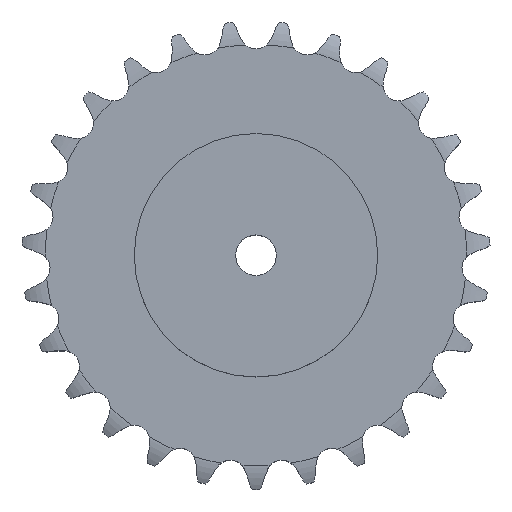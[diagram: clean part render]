
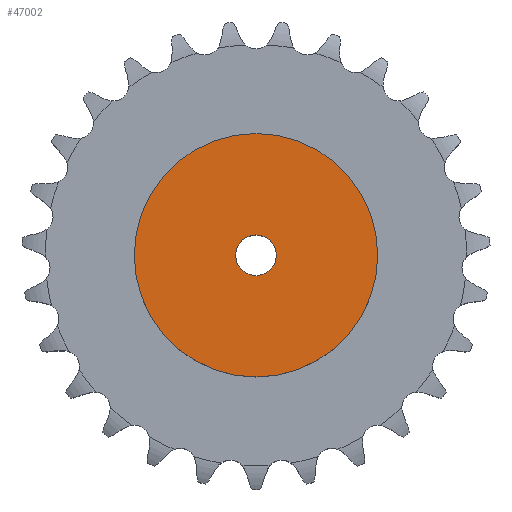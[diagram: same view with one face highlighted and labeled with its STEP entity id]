
A CAD part, top view. The second image highlights one B-rep face of the part: STEP entity #47002.
In plain terms, the highlighted planar face has unit normal (0, 0, 1).
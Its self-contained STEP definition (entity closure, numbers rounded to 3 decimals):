
#25128 = CYLINDRICAL_SURFACE('',#25129,12.5);
#25129 = AXIS2_PLACEMENT_3D('',#25130,#25131,#25132);
#25130 = CARTESIAN_POINT('',(0.,0.,443.787));
#25131 = DIRECTION('',(0.,0.,1.));
#25132 = DIRECTION('',(1.,0.,0.));
#32137 = EDGE_CURVE('',#32138,#32138,#32140,.T.);
#32138 = VERTEX_POINT('',#32139);
#32139 = CARTESIAN_POINT('',(12.5,0.,80.));
#32140 = SURFACE_CURVE('',#32141,(#32146,#32153),.PCURVE_S1.);
#32141 = CIRCLE('',#32142,12.5);
#32142 = AXIS2_PLACEMENT_3D('',#32143,#32144,#32145);
#32143 = CARTESIAN_POINT('',(0.,0.,80.));
#32144 = DIRECTION('',(0.,0.,1.));
#32145 = DIRECTION('',(1.,0.,0.));
#32146 = PCURVE('',#25128,#32147);
#32147 = DEFINITIONAL_REPRESENTATION('',(#32148),#32152);
#32148 = LINE('',#32149,#32150);
#32149 = CARTESIAN_POINT('',(0.,-363.787));
#32150 = VECTOR('',#32151,1.);
#32151 = DIRECTION('',(1.,0.));
#32152 = ( GEOMETRIC_REPRESENTATION_CONTEXT(2) 
PARAMETRIC_REPRESENTATION_CONTEXT() REPRESENTATION_CONTEXT('2D SPACE',''
  ) );
#32153 = PCURVE('',#32154,#32159);
#32154 = PLANE('',#32155);
#32155 = AXIS2_PLACEMENT_3D('',#32156,#32157,#32158);
#32156 = CARTESIAN_POINT('',(0.,0.,80.)
  );
#32157 = DIRECTION('',(0.,0.,1.));
#32158 = DIRECTION('',(1.,0.,0.));
#32159 = DEFINITIONAL_REPRESENTATION('',(#32160),#32164);
#32160 = CIRCLE('',#32161,12.5);
#32161 = AXIS2_PLACEMENT_2D('',#32162,#32163);
#32162 = CARTESIAN_POINT('',(0.,0.));
#32163 = DIRECTION('',(1.,0.));
#32164 = ( GEOMETRIC_REPRESENTATION_CONTEXT(2) 
PARAMETRIC_REPRESENTATION_CONTEXT() REPRESENTATION_CONTEXT('2D SPACE',''
  ) );
#47002 = ADVANCED_FACE('',(#47003,#47034),#32154,.T.);
#47003 = FACE_BOUND('',#47004,.T.);
#47004 = EDGE_LOOP('',(#47005));
#47005 = ORIENTED_EDGE('',*,*,#47006,.T.);
#47006 = EDGE_CURVE('',#47007,#47007,#47009,.T.);
#47007 = VERTEX_POINT('',#47008);
#47008 = CARTESIAN_POINT('',(75.,0.,80.));
#47009 = SURFACE_CURVE('',#47010,(#47015,#47022),.PCURVE_S1.);
#47010 = CIRCLE('',#47011,75.);
#47011 = AXIS2_PLACEMENT_3D('',#47012,#47013,#47014);
#47012 = CARTESIAN_POINT('',(0.,0.,80.));
#47013 = DIRECTION('',(0.,0.,1.));
#47014 = DIRECTION('',(1.,0.,0.));
#47015 = PCURVE('',#32154,#47016);
#47016 = DEFINITIONAL_REPRESENTATION('',(#47017),#47021);
#47017 = CIRCLE('',#47018,75.);
#47018 = AXIS2_PLACEMENT_2D('',#47019,#47020);
#47019 = CARTESIAN_POINT('',(0.,0.));
#47020 = DIRECTION('',(1.,0.));
#47021 = ( GEOMETRIC_REPRESENTATION_CONTEXT(2) 
PARAMETRIC_REPRESENTATION_CONTEXT() REPRESENTATION_CONTEXT('2D SPACE',''
  ) );
#47022 = PCURVE('',#47023,#47028);
#47023 = CYLINDRICAL_SURFACE('',#47024,75.);
#47024 = AXIS2_PLACEMENT_3D('',#47025,#47026,#47027);
#47025 = CARTESIAN_POINT('',(0.,0.,0.));
#47026 = DIRECTION('',(-0.,-0.,-1.));
#47027 = DIRECTION('',(1.,0.,0.));
#47028 = DEFINITIONAL_REPRESENTATION('',(#47029),#47033);
#47029 = LINE('',#47030,#47031);
#47030 = CARTESIAN_POINT('',(-0.,-80.));
#47031 = VECTOR('',#47032,1.);
#47032 = DIRECTION('',(-1.,0.));
#47033 = ( GEOMETRIC_REPRESENTATION_CONTEXT(2) 
PARAMETRIC_REPRESENTATION_CONTEXT() REPRESENTATION_CONTEXT('2D SPACE',''
  ) );
#47034 = FACE_BOUND('',#47035,.T.);
#47035 = EDGE_LOOP('',(#47036));
#47036 = ORIENTED_EDGE('',*,*,#32137,.F.);
